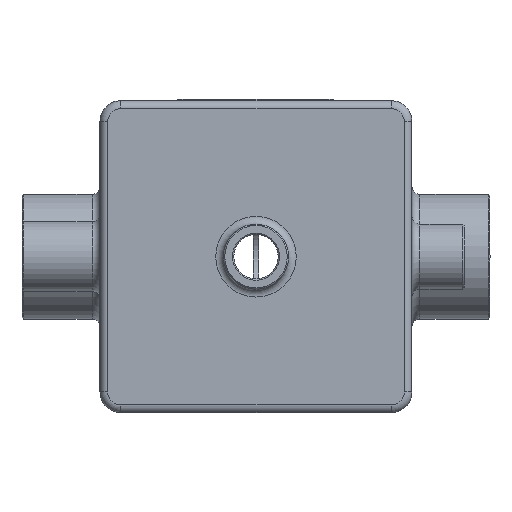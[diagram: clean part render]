
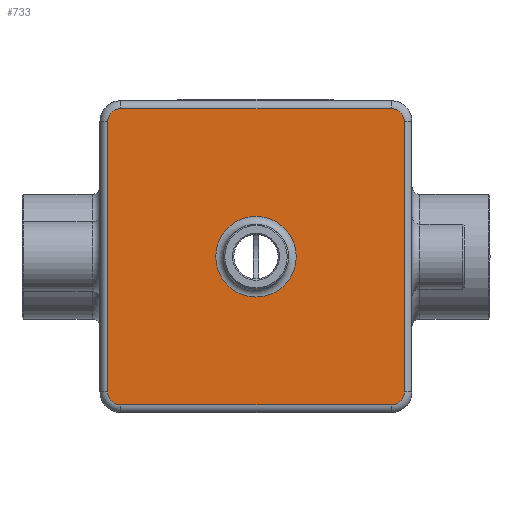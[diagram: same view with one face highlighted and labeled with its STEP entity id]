
A CAD part, front view. The second image highlights one B-rep face of the part: STEP entity #733.
In plain terms, the highlighted planar face has unit normal (0, -1, 0).
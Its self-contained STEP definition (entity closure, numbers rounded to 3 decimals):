
#733=ADVANCED_FACE('',(#6410,#6412),#6414,.F.);
#6410=FACE_BOUND('',#6411,.T.);
#6411=EDGE_LOOP('',(#12812,#12813,#12814,#12815,#12816,#12817,#12818,#12819));
#6412=FACE_BOUND('',#6413,.T.);
#6413=EDGE_LOOP('',(#12820));
#6414=PLANE('',#6415);
#6415=AXIS2_PLACEMENT_3D('',#6416,#6417,#6418);
#6416=CARTESIAN_POINT('',(7.,-4.,48.634));
#6417=DIRECTION('',(0.,1.,0.));
#6418=DIRECTION('',(0.,0.,-1.));
#12812=ORIENTED_EDGE('',*,*,#15564,.F.);
#12813=ORIENTED_EDGE('',*,*,#15584,.F.);
#12814=ORIENTED_EDGE('',*,*,#15588,.F.);
#12815=ORIENTED_EDGE('',*,*,#15600,.F.);
#12816=ORIENTED_EDGE('',*,*,#15602,.F.);
#12817=ORIENTED_EDGE('',*,*,#15555,.F.);
#12818=ORIENTED_EDGE('',*,*,#15546,.F.);
#12819=ORIENTED_EDGE('',*,*,#15560,.F.);
#12820=ORIENTED_EDGE('',*,*,#15654,.T.);
#15546=EDGE_CURVE('',#17108,#17110,#17111,.T.);
#15555=EDGE_CURVE('',#17110,#17126,#17127,.T.);
#15560=EDGE_CURVE('',#17132,#17108,#17134,.T.);
#15564=EDGE_CURVE('',#17138,#17132,#17140,.T.);
#15584=EDGE_CURVE('',#17168,#17138,#17170,.T.);
#15588=EDGE_CURVE('',#17174,#17168,#17176,.T.);
#15600=EDGE_CURVE('',#17196,#17174,#17198,.T.);
#15602=EDGE_CURVE('',#17126,#17196,#17200,.T.);
#15654=EDGE_CURVE('',#17287,#17287,#17288,.F.);
#17108=VERTEX_POINT('',#19982);
#17110=VERTEX_POINT('',#19987);
#17111=LINE('',#19988,#19989);
#17126=VERTEX_POINT('',#20029);
#17127=CIRCLE('',#20030,5.);
#17132=VERTEX_POINT('',#20047);
#17134=CIRCLE('',#20052,5.);
#17138=VERTEX_POINT('',#20064);
#17140=LINE('',#20069,#20070);
#17168=VERTEX_POINT('',#20141);
#17170=CIRCLE('',#20146,5.);
#17174=VERTEX_POINT('',#20158);
#17176=LINE('',#20163,#20164);
#17196=VERTEX_POINT('',#20215);
#17198=CIRCLE('',#20220,5.);
#17200=LINE('',#20227,#20228);
#17287=VERTEX_POINT('',#20437);
#17288=CIRCLE('',#20438,15.5);
#19982=CARTESIAN_POINT('',(55.,-4.,52.));
#19987=CARTESIAN_POINT('',(55.,-4.,-52.));
#19988=CARTESIAN_POINT('',(55.,-4.,52.));
#19989=VECTOR('',#19990,1.);
#19990=DIRECTION('',(0.,0.,-1.));
#20029=CARTESIAN_POINT('',(50.,-4.,-57.));
#20030=AXIS2_PLACEMENT_3D('',#20031,#20032,#20033);
#20031=CARTESIAN_POINT('',(50.,-4.,-52.));
#20032=DIRECTION('',(0.,1.,0.));
#20033=DIRECTION('',(1.,0.,0.));
#20047=CARTESIAN_POINT('',(50.,-4.,57.));
#20052=AXIS2_PLACEMENT_3D('',#20053,#20054,#20055);
#20053=CARTESIAN_POINT('',(50.,-4.,52.));
#20054=DIRECTION('',(0.,1.,0.));
#20055=DIRECTION('',(0.,0.,1.));
#20064=CARTESIAN_POINT('',(-54.,-4.,57.));
#20069=CARTESIAN_POINT('',(-54.,-4.,57.));
#20070=VECTOR('',#20071,1.);
#20071=DIRECTION('',(1.,0.,0.));
#20141=CARTESIAN_POINT('',(-59.,-4.,52.));
#20146=AXIS2_PLACEMENT_3D('',#20147,#20148,#20149);
#20147=CARTESIAN_POINT('',(-54.,-4.,52.));
#20148=DIRECTION('',(0.,1.,0.));
#20149=DIRECTION('',(-1.,0.,0.));
#20158=CARTESIAN_POINT('',(-59.,-4.,-52.));
#20163=CARTESIAN_POINT('',(-59.,-4.,-52.));
#20164=VECTOR('',#20165,1.);
#20165=DIRECTION('',(0.,0.,1.));
#20215=CARTESIAN_POINT('',(-54.,-4.,-57.));
#20220=AXIS2_PLACEMENT_3D('',#20221,#20222,#20223);
#20221=CARTESIAN_POINT('',(-54.,-4.,-52.));
#20222=DIRECTION('',(0.,1.,0.));
#20223=DIRECTION('',(0.,0.,-1.));
#20227=CARTESIAN_POINT('',(50.,-4.,-57.));
#20228=VECTOR('',#20229,1.);
#20229=DIRECTION('',(-1.,0.,0.));
#20437=CARTESIAN_POINT('',(-2.,-4.,-15.5));
#20438=AXIS2_PLACEMENT_3D('',#20439,#20440,#20441);
#20439=CARTESIAN_POINT('',(-2.,-4.,0.));
#20440=DIRECTION('',(0.,-1.,0.));
#20441=DIRECTION('',(0.,0.,-1.));
